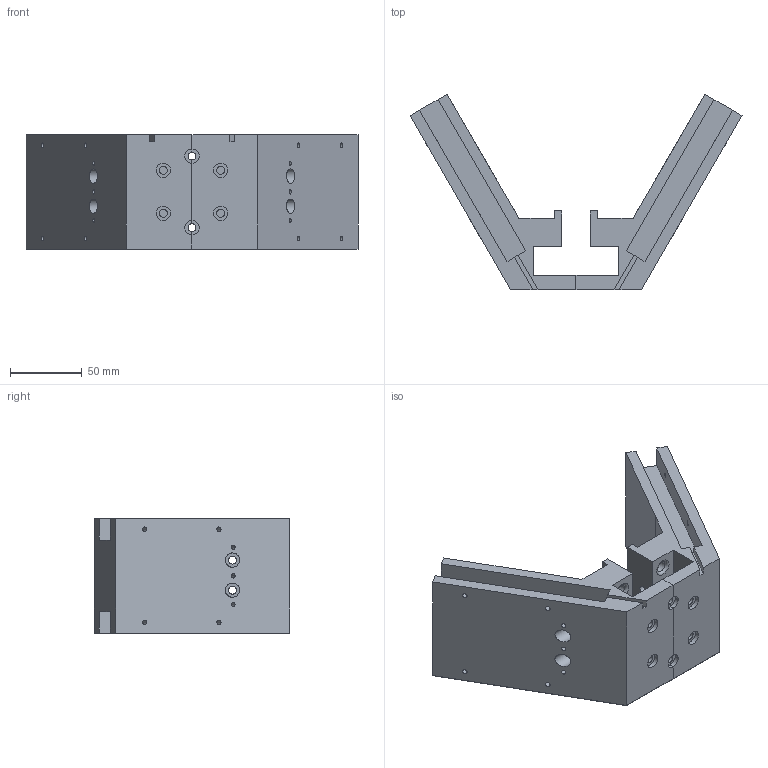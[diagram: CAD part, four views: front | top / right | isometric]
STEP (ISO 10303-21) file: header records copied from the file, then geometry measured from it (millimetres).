
FILE_DESCRIPTION(('FreeCAD Model'),'2;1');
FILE_NAME('bottom_corner.step', '2020-07-22T01:25:56',('Author'),(''), 'Open CASCADE STEP processor 7.4','FreeCAD','Unknown');
FILE_SCHEMA(('AUTOMOTIVE_DESIGN { 1 0 10303 214 1 1 1 1 }'));
Length unit declared in the file: millimetre
Products named in the file (1): bottomCorner_A
Bounding box: 231.96 x 136.6 x 80.2 mm (x, y, z)
Volume: 669671.6 mm3; surface area: 123084.7 mm2
Topology: 1 solids, 1 shells, 137 faces, 349 edges, 216 vertices
Faces by surface type: plane 85, cylinder 44, torus 5, bspline 3
Full cylindrical faces by diameter (mm): 3 x6, 3.3 x8, 5.5 x8, 8 x2, 10 x8
Entity records: 9106 total; most frequent: CARTESIAN_POINT 1911, DIRECTION 1367, LINE 835, VECTOR 835, ORIENTED_EDGE 698, PCURVE 698, DEFINITIONAL_REPRESENTATION 698, EDGE_CURVE 349
